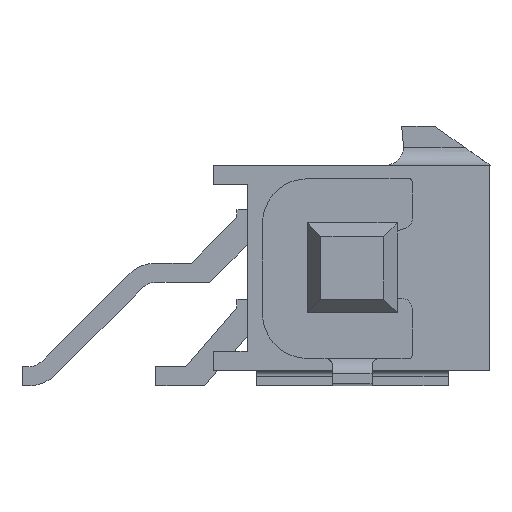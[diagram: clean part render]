
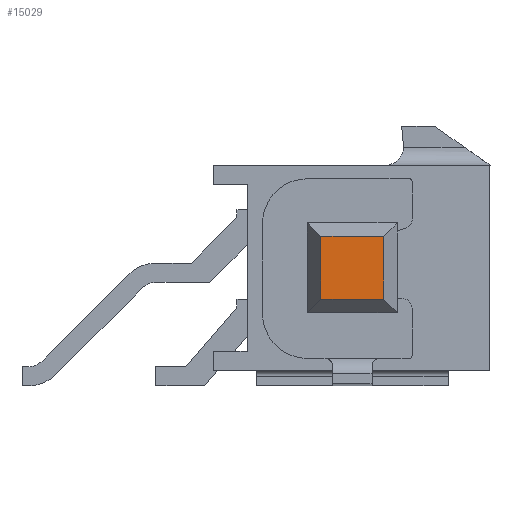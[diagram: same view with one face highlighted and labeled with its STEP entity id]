
A CAD part, left-side view. The second image highlights one B-rep face of the part: STEP entity #15029.
In plain terms, the highlighted planar face has unit normal (-1, 0, 0).
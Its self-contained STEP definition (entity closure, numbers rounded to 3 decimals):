
#14627 = PLANE('',#14628);
#14628 = AXIS2_PLACEMENT_3D('',#14629,#14630,#14631);
#14629 = CARTESIAN_POINT('',(-9.11,-1.275,-4.6));
#14630 = DIRECTION('',(-0.5,-0.866,0.));
#14631 = DIRECTION('',(-0.,0.,-1.));
#14797 = VERTEX_POINT('',#14798);
#14798 = CARTESIAN_POINT('',(-9.5,-1.05,-5.65));
#14812 = PLANE('',#14813);
#14813 = AXIS2_PLACEMENT_3D('',#14814,#14815,#14816);
#14814 = CARTESIAN_POINT('',(-9.11,0.,-5.875));
#14815 = DIRECTION('',(-0.5,0.,-0.866));
#14816 = DIRECTION('',(0.,-1.,-0.));
#14824 = EDGE_CURVE('',#14825,#14797,#14827,.T.);
#14825 = VERTEX_POINT('',#14826);
#14826 = CARTESIAN_POINT('',(-9.5,-1.05,-3.55));
#14827 = SURFACE_CURVE('',#14828,(#14832,#14839),.PCURVE_S1.);
#14828 = LINE('',#14829,#14830);
#14829 = CARTESIAN_POINT('',(-9.5,-1.05,-3.55));
#14830 = VECTOR('',#14831,1.);
#14831 = DIRECTION('',(0.,0.,-1.));
#14832 = PCURVE('',#14627,#14833);
#14833 = DEFINITIONAL_REPRESENTATION('',(#14834),#14838);
#14834 = LINE('',#14835,#14836);
#14835 = CARTESIAN_POINT('',(-1.05,-0.45));
#14836 = VECTOR('',#14837,1.);
#14837 = DIRECTION('',(1.,0.));
#14838 = ( GEOMETRIC_REPRESENTATION_CONTEXT(2) 
PARAMETRIC_REPRESENTATION_CONTEXT() REPRESENTATION_CONTEXT('2D SPACE',''
  ) );
#14839 = PCURVE('',#14840,#14845);
#14840 = PLANE('',#14841);
#14841 = AXIS2_PLACEMENT_3D('',#14842,#14843,#14844);
#14842 = CARTESIAN_POINT('',(-9.5,-1.5,-6.1));
#14843 = DIRECTION('',(-1.,0.,0.));
#14844 = DIRECTION('',(0.,0.,1.));
#14845 = DEFINITIONAL_REPRESENTATION('',(#14846),#14850);
#14846 = LINE('',#14847,#14848);
#14847 = CARTESIAN_POINT('',(2.55,0.45));
#14848 = VECTOR('',#14849,1.);
#14849 = DIRECTION('',(-1.,0.));
#14850 = ( GEOMETRIC_REPRESENTATION_CONTEXT(2) 
PARAMETRIC_REPRESENTATION_CONTEXT() REPRESENTATION_CONTEXT('2D SPACE',''
  ) );
#14866 = PLANE('',#14867);
#14867 = AXIS2_PLACEMENT_3D('',#14868,#14869,#14870);
#14868 = CARTESIAN_POINT('',(-9.11,0.,-3.325));
#14869 = DIRECTION('',(-0.5,0.,0.866));
#14870 = DIRECTION('',(0.,-1.,0.));
#14882 = VERTEX_POINT('',#14883);
#14883 = CARTESIAN_POINT('',(-9.5,1.05,-5.65));
#14899 = PLANE('',#14900);
#14900 = AXIS2_PLACEMENT_3D('',#14901,#14902,#14903);
#14901 = CARTESIAN_POINT('',(-9.11,1.275,-4.6));
#14902 = DIRECTION('',(-0.5,0.866,0.));
#14903 = DIRECTION('',(0.,0.,-1.));
#14911 = EDGE_CURVE('',#14882,#14797,#14912,.T.);
#14912 = SURFACE_CURVE('',#14913,(#14917,#14924),.PCURVE_S1.);
#14913 = LINE('',#14914,#14915);
#14914 = CARTESIAN_POINT('',(-9.5,1.05,-5.65));
#14915 = VECTOR('',#14916,1.);
#14916 = DIRECTION('',(0.,-1.,0.));
#14917 = PCURVE('',#14812,#14918);
#14918 = DEFINITIONAL_REPRESENTATION('',(#14919),#14923);
#14919 = LINE('',#14920,#14921);
#14920 = CARTESIAN_POINT('',(-1.05,0.45));
#14921 = VECTOR('',#14922,1.);
#14922 = DIRECTION('',(1.,0.));
#14923 = ( GEOMETRIC_REPRESENTATION_CONTEXT(2) 
PARAMETRIC_REPRESENTATION_CONTEXT() REPRESENTATION_CONTEXT('2D SPACE',''
  ) );
#14924 = PCURVE('',#14840,#14925);
#14925 = DEFINITIONAL_REPRESENTATION('',(#14926),#14930);
#14926 = LINE('',#14927,#14928);
#14927 = CARTESIAN_POINT('',(0.45,2.55));
#14928 = VECTOR('',#14929,1.);
#14929 = DIRECTION('',(0.,-1.));
#14930 = ( GEOMETRIC_REPRESENTATION_CONTEXT(2) 
PARAMETRIC_REPRESENTATION_CONTEXT() REPRESENTATION_CONTEXT('2D SPACE',''
  ) );
#14957 = EDGE_CURVE('',#14882,#14958,#14960,.T.);
#14958 = VERTEX_POINT('',#14959);
#14959 = CARTESIAN_POINT('',(-9.5,1.05,-3.55));
#14960 = SURFACE_CURVE('',#14961,(#14965,#14972),.PCURVE_S1.);
#14961 = LINE('',#14962,#14963);
#14962 = CARTESIAN_POINT('',(-9.5,1.05,-5.65));
#14963 = VECTOR('',#14964,1.);
#14964 = DIRECTION('',(0.,0.,1.));
#14965 = PCURVE('',#14899,#14966);
#14966 = DEFINITIONAL_REPRESENTATION('',(#14967),#14971);
#14967 = LINE('',#14968,#14969);
#14968 = CARTESIAN_POINT('',(1.05,0.45));
#14969 = VECTOR('',#14970,1.);
#14970 = DIRECTION('',(-1.,-0.));
#14971 = ( GEOMETRIC_REPRESENTATION_CONTEXT(2) 
PARAMETRIC_REPRESENTATION_CONTEXT() REPRESENTATION_CONTEXT('2D SPACE',''
  ) );
#14972 = PCURVE('',#14840,#14973);
#14973 = DEFINITIONAL_REPRESENTATION('',(#14974),#14978);
#14974 = LINE('',#14975,#14976);
#14975 = CARTESIAN_POINT('',(0.45,2.55));
#14976 = VECTOR('',#14977,1.);
#14977 = DIRECTION('',(1.,0.));
#14978 = ( GEOMETRIC_REPRESENTATION_CONTEXT(2) 
PARAMETRIC_REPRESENTATION_CONTEXT() REPRESENTATION_CONTEXT('2D SPACE',''
  ) );
#15029 = ADVANCED_FACE('',(#15030),#14840,.T.);
#15030 = FACE_BOUND('',#15031,.F.);
#15031 = EDGE_LOOP('',(#15032,#15053,#15054,#15055));
#15032 = ORIENTED_EDGE('',*,*,#15033,.T.);
#15033 = EDGE_CURVE('',#14958,#14825,#15034,.T.);
#15034 = SURFACE_CURVE('',#15035,(#15039,#15046),.PCURVE_S1.);
#15035 = LINE('',#15036,#15037);
#15036 = CARTESIAN_POINT('',(-9.5,1.05,-3.55));
#15037 = VECTOR('',#15038,1.);
#15038 = DIRECTION('',(0.,-1.,0.));
#15039 = PCURVE('',#14840,#15040);
#15040 = DEFINITIONAL_REPRESENTATION('',(#15041),#15045);
#15041 = LINE('',#15042,#15043);
#15042 = CARTESIAN_POINT('',(2.55,2.55));
#15043 = VECTOR('',#15044,1.);
#15044 = DIRECTION('',(0.,-1.));
#15045 = ( GEOMETRIC_REPRESENTATION_CONTEXT(2) 
PARAMETRIC_REPRESENTATION_CONTEXT() REPRESENTATION_CONTEXT('2D SPACE',''
  ) );
#15046 = PCURVE('',#14866,#15047);
#15047 = DEFINITIONAL_REPRESENTATION('',(#15048),#15052);
#15048 = LINE('',#15049,#15050);
#15049 = CARTESIAN_POINT('',(-1.05,-0.45));
#15050 = VECTOR('',#15051,1.);
#15051 = DIRECTION('',(1.,0.));
#15052 = ( GEOMETRIC_REPRESENTATION_CONTEXT(2) 
PARAMETRIC_REPRESENTATION_CONTEXT() REPRESENTATION_CONTEXT('2D SPACE',''
  ) );
#15053 = ORIENTED_EDGE('',*,*,#14824,.T.);
#15054 = ORIENTED_EDGE('',*,*,#14911,.F.);
#15055 = ORIENTED_EDGE('',*,*,#14957,.T.);
